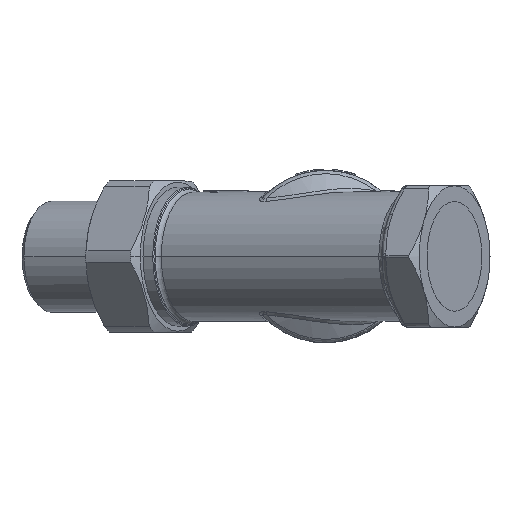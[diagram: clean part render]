
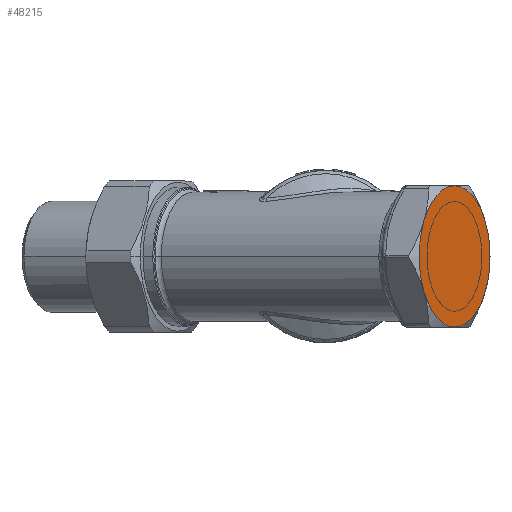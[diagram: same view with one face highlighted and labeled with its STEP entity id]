
A CAD part, top view. The second image highlights one B-rep face of the part: STEP entity #48215.
In plain terms, the highlighted planar face has unit normal (0.866, 0, 0.5).
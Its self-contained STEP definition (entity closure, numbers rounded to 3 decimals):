
#19771=CARTESIAN_POINT('',(29.726,-10.675,38.513));
#19841=CARTESIAN_POINT('',(38.971,-21.35,22.5));
#19904=CARTESIAN_POINT('',(48.216,-10.675,6.488));
#19973=CARTESIAN_POINT('',(38.971,0.,22.5));
#19974=DIRECTION('',(0.866,0.,0.5));
#19975=DIRECTION('',(0.433,-0.5,-0.75));
#19976=AXIS2_PLACEMENT_3D('',#19973,#19974,#19975);
#20005=CARTESIAN_POINT('',(48.216,10.675,6.488));
#20075=CARTESIAN_POINT('',(38.971,21.35,22.5));
#20138=CARTESIAN_POINT('',(29.726,10.675,38.513));
#20207=CARTESIAN_POINT('',(38.971,0.,22.5));
#20208=DIRECTION('',(0.866,0.,0.5));
#20209=DIRECTION('',(-0.433,0.5,0.75));
#20210=AXIS2_PLACEMENT_3D('',#20207,#20208,#20209);
#20244=CARTESIAN_POINT('',(38.971,0.,22.5));
#20245=DIRECTION('',(-0.866,0.,-0.5));
#20246=DIRECTION('',(0.433,-0.5,-0.75));
#20247=AXIS2_PLACEMENT_3D('',#20244,#20245,#20246);
#20249=CARTESIAN_POINT('',(38.971,0.,22.5));
#20250=DIRECTION('',(-0.866,0.,-0.5));
#20251=DIRECTION('',(0.,-1.,0.));
#20252=AXIS2_PLACEMENT_3D('',#20249,#20250,#20251);
#20254=CARTESIAN_POINT('',(38.971,0.,22.5));
#20255=DIRECTION('',(0.866,0.,0.5));
#20256=DIRECTION('',(0.,1.,0.));
#20257=AXIS2_PLACEMENT_3D('',#20254,#20255,#20256);
#20259=CARTESIAN_POINT('',(38.971,0.,22.5));
#20260=DIRECTION('',(0.866,0.,0.5));
#20261=DIRECTION('',(0.433,0.5,-0.75));
#20262=AXIS2_PLACEMENT_3D('',#20259,#20260,#20261);
#22748=VERTEX_POINT('',#19904);
#22751=VERTEX_POINT('',#19841);
#22754=VERTEX_POINT('',#19771);
#22757=VERTEX_POINT('',#20138);
#22760=VERTEX_POINT('',#20075);
#22763=VERTEX_POINT('',#20005);
#48202=CARTESIAN_POINT('',(38.971,0.,22.5));
#48203=DIRECTION('',(-0.866,0.,-0.5));
#48204=DIRECTION('',(0.5,0.,-0.866));
#48205=AXIS2_PLACEMENT_3D('',#48202,#48203,#48204);
#48206=PLANE('',#48205);
#48207=ORIENTED_EDGE('',*,*,#47987,.F.);
#48208=ORIENTED_EDGE('',*,*,#47954,.T.);
#48209=ORIENTED_EDGE('',*,*,#47921,.T.);
#48210=ORIENTED_EDGE('',*,*,#48112,.F.);
#48211=ORIENTED_EDGE('',*,*,#48078,.F.);
#48212=ORIENTED_EDGE('',*,*,#48042,.F.);
#48213=EDGE_LOOP('',(#48207,#48208,#48209,#48210,#48211,#48212));
#48214=FACE_OUTER_BOUND('',#48213,.F.);
#19977=CIRCLE('',#19976,21.35);
#20211=CIRCLE('',#20210,21.35);
#20248=CIRCLE('',#20247,21.35);
#20253=CIRCLE('',#20252,21.35);
#20258=CIRCLE('',#20257,21.35);
#20263=CIRCLE('',#20262,21.35);
#47921=EDGE_CURVE('',#22751,#22754,#20253,.T.);
#47954=EDGE_CURVE('',#22748,#22751,#20248,.T.);
#47987=EDGE_CURVE('',#22748,#22763,#19977,.T.);
#48042=EDGE_CURVE('',#22763,#22760,#20263,.T.);
#48078=EDGE_CURVE('',#22760,#22757,#20258,.T.);
#48112=EDGE_CURVE('',#22757,#22754,#20211,.T.);
#48215=ADVANCED_FACE('',(#48214),#48206,.F.);
